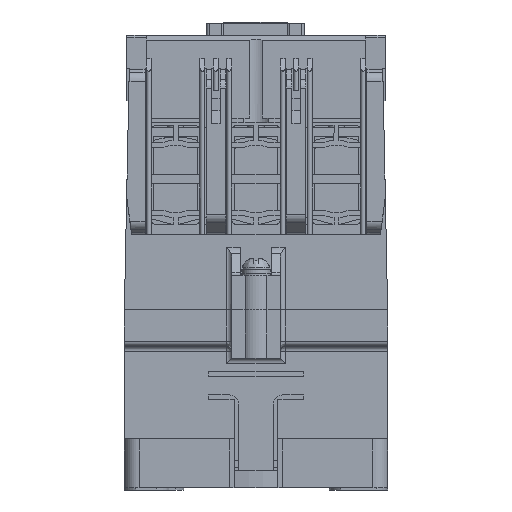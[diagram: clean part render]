
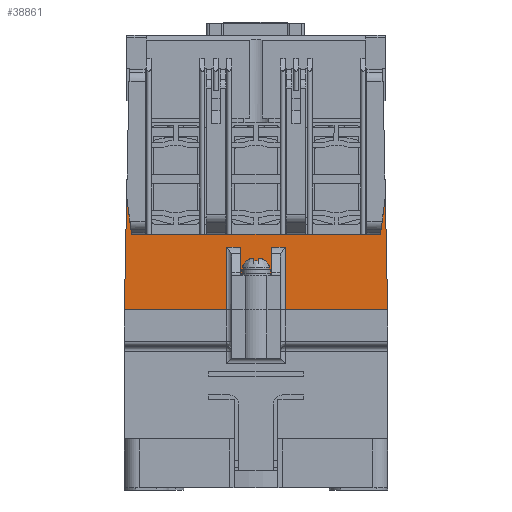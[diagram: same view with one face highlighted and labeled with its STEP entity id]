
A CAD part, front view. The second image highlights one B-rep face of the part: STEP entity #38861.
In plain terms, the highlighted planar face has unit normal (0, -1, 0).
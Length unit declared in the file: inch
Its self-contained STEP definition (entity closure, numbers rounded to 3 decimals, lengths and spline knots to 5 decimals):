
#167 = LINE ( 'NONE', #86629, #42346 ) ;
#287 = LINE ( 'NONE', #9545, #79673 ) ;
#651 = CARTESIAN_POINT ( 'NONE',  ( -1.06299, -1.29921, -1.33858 ) ) ;
#734 = CARTESIAN_POINT ( 'NONE',  ( 0.23622, -1.29921, -1.94882 ) ) ;
#972 = ORIENTED_EDGE ( 'NONE', *, *, #87271, .T. ) ;
#1878 = ORIENTED_EDGE ( 'NONE', *, *, #100868, .T. ) ;
#2703 = ORIENTED_EDGE ( 'NONE', *, *, #50772, .T. ) ;
#3588 = VERTEX_POINT ( 'NONE', #49229 ) ;
#3636 = CARTESIAN_POINT ( 'NONE',  ( 0.12598, -1.29921, -1.67323 ) ) ;
#3855 = LINE ( 'NONE', #651, #85704 ) ;
#4127 = ORIENTED_EDGE ( 'NONE', *, *, #93200, .T. ) ;
#4330 = LINE ( 'NONE', #91144, #10512 ) ;
#4775 = CARTESIAN_POINT ( 'NONE',  ( -1.06299, -1.29921, -1.94882 ) ) ;
#6479 = ORIENTED_EDGE ( 'NONE', *, *, #85991, .T. ) ;
#9545 = CARTESIAN_POINT ( 'NONE',  ( -1.00591, -1.29921, -1.33858 ) ) ;
#10070 = VECTOR ( 'NONE', #37464, 39.37008 ) ;
#10512 = VECTOR ( 'NONE', #51333, 39.37008 ) ;
#13767 = VERTEX_POINT ( 'NONE', #43000 ) ;
#13853 = EDGE_CURVE ( 'NONE', #76345, #95860, #4330, .T. ) ;
#14330 = CARTESIAN_POINT ( 'NONE',  ( -0.12598, -1.29921, -1.67323 ) ) ;
#14897 = FACE_OUTER_BOUND ( 'NONE', #71953, .T. ) ;
#14967 = VERTEX_POINT ( 'NONE', #37217 ) ;
#15447 = VECTOR ( 'NONE', #83045, 39.37008 ) ;
#15831 = DIRECTION ( 'NONE',  ( -0.02, 0., -1. ) ) ;
#16771 = LINE ( 'NONE', #40034, #35404 ) ;
#17070 = VERTEX_POINT ( 'NONE', #59230 ) ;
#17463 = CARTESIAN_POINT ( 'NONE',  ( -1.06299, -1.29921, -1.94882 ) ) ;
#18985 = ORIENTED_EDGE ( 'NONE', *, *, #74698, .T. ) ;
#19405 = VERTEX_POINT ( 'NONE', #14330 ) ;
#21998 = LINE ( 'NONE', #26806, #40530 ) ;
#23301 = DIRECTION ( 'NONE',  ( 1., 0., 0. ) ) ;
#23556 = EDGE_CURVE ( 'NONE', #60524, #17070, #84711, .T. ) ;
#24612 = DIRECTION ( 'NONE',  ( -1., 0., 0. ) ) ;
#26380 = VERTEX_POINT ( 'NONE', #60020 ) ;
#26730 = DIRECTION ( 'NONE',  ( 0., 0., -1. ) ) ;
#26806 = CARTESIAN_POINT ( 'NONE',  ( -1.06299, -1.29921, -1.33858 ) ) ;
#28149 = VERTEX_POINT ( 'NONE', #31936 ) ;
#28243 = VERTEX_POINT ( 'NONE', #71737 ) ;
#28365 = CARTESIAN_POINT ( 'NONE',  ( -1.06299, -1.29921, -1.94882 ) ) ;
#29578 = VECTOR ( 'NONE', #26730, 39.37008 ) ;
#30855 = CARTESIAN_POINT ( 'NONE',  ( 0.23622, -1.29921, -1.44376 ) ) ;
#30984 = CARTESIAN_POINT ( 'NONE',  ( -1.00591, -1.29921, -1.33858 ) ) ;
#31299 = VERTEX_POINT ( 'NONE', #3636 ) ;
#31936 = CARTESIAN_POINT ( 'NONE',  ( -0.23622, -1.29921, -1.44376 ) ) ;
#33639 = VECTOR ( 'NONE', #50352, 39.37008 ) ;
#35404 = VECTOR ( 'NONE', #48058, 39.37008 ) ;
#36308 = DIRECTION ( 'NONE',  ( 0., 0., -1. ) ) ;
#36377 = DIRECTION ( 'NONE',  ( 1., 0., 0. ) ) ;
#36596 = LINE ( 'NONE', #75100, #15447 ) ;
#36652 = AXIS2_PLACEMENT_3D ( 'NONE', #28365, #83758, #36308 ) ;
#37027 = ORIENTED_EDGE ( 'NONE', *, *, #41648, .T. ) ;
#37217 = CARTESIAN_POINT ( 'NONE',  ( 0.12598, -1.29921, -1.44376 ) ) ;
#37464 = DIRECTION ( 'NONE',  ( 1., 0., 0. ) ) ;
#38861 = ADVANCED_FACE ( 'NONE', ( #14897 ), #83412, .T. ) ;
#39775 = DIRECTION ( 'NONE',  ( -0.02, 0., 1. ) ) ;
#40034 = CARTESIAN_POINT ( 'NONE',  ( 1.00591, -1.29921, -1.33858 ) ) ;
#40530 = VECTOR ( 'NONE', #82538, 39.37008 ) ;
#41648 = EDGE_CURVE ( 'NONE', #48770, #19405, #71672, .T. ) ;
#42346 = VECTOR ( 'NONE', #47164, 39.37008 ) ;
#43000 = CARTESIAN_POINT ( 'NONE',  ( 0., -1.29921, -1.33858 ) ) ;
#43170 = EDGE_CURVE ( 'NONE', #95860, #3588, #56758, .T. ) ;
#44536 = ORIENTED_EDGE ( 'NONE', *, *, #85873, .T. ) ;
#44596 = ORIENTED_EDGE ( 'NONE', *, *, #65805, .T. ) ;
#45069 = VECTOR ( 'NONE', #36377, 39.37008 ) ;
#45982 = VERTEX_POINT ( 'NONE', #30984 ) ;
#46442 = EDGE_CURVE ( 'NONE', #14967, #48557, #73294, .T. ) ;
#47164 = DIRECTION ( 'NONE',  ( 0., 0., -1. ) ) ;
#48058 = DIRECTION ( 'NONE',  ( -0.125, 0., -0.992 ) ) ;
#48557 = VERTEX_POINT ( 'NONE', #30855 ) ;
#48770 = VERTEX_POINT ( 'NONE', #58239 ) ;
#48947 = ORIENTED_EDGE ( 'NONE', *, *, #13853, .T. ) ;
#49229 = CARTESIAN_POINT ( 'NONE',  ( 1.04448, -1.29921, -1.03262 ) ) ;
#50352 = DIRECTION ( 'NONE',  ( 0., 0., 1. ) ) ;
#50772 = EDGE_CURVE ( 'NONE', #3588, #26380, #16771, .T. ) ;
#51333 = DIRECTION ( 'NONE',  ( 1., 0., 0. ) ) ;
#53561 = VECTOR ( 'NONE', #68921, 39.37008 ) ;
#54709 = LINE ( 'NONE', #89825, #33639 ) ;
#54800 = CARTESIAN_POINT ( 'NONE',  ( -1.06299, -1.29921, -1.67323 ) ) ;
#55347 = CARTESIAN_POINT ( 'NONE',  ( -1.04448, -1.29921, -1.03262 ) ) ;
#56758 = LINE ( 'NONE', #87615, #67902 ) ;
#58239 = CARTESIAN_POINT ( 'NONE',  ( -0.12598, -1.29921, -1.44376 ) ) ;
#59230 = CARTESIAN_POINT ( 'NONE',  ( -0.23622, -1.29921, -1.94882 ) ) ;
#60020 = CARTESIAN_POINT ( 'NONE',  ( 1.00591, -1.29921, -1.33858 ) ) ;
#60156 = EDGE_CURVE ( 'NONE', #17070, #28149, #36596, .T. ) ;
#60524 = VERTEX_POINT ( 'NONE', #17463 ) ;
#61028 = ORIENTED_EDGE ( 'NONE', *, *, #60156, .T. ) ;
#63799 = EDGE_CURVE ( 'NONE', #19405, #31299, #92873, .T. ) ;
#64937 = ORIENTED_EDGE ( 'NONE', *, *, #63799, .T. ) ;
#65805 = EDGE_CURVE ( 'NONE', #28149, #48770, #98202, .T. ) ;
#66214 = LINE ( 'NONE', #55347, #87273 ) ;
#67902 = VECTOR ( 'NONE', #39775, 39.37008 ) ;
#68241 = CARTESIAN_POINT ( 'NONE',  ( -1.06299, -1.29921, -1.44376 ) ) ;
#68921 = DIRECTION ( 'NONE',  ( 1., 0., 0. ) ) ;
#71647 = CARTESIAN_POINT ( 'NONE',  ( 1.06299, -1.29921, -1.94882 ) ) ;
#71672 = LINE ( 'NONE', #98051, #29578 ) ;
#71737 = CARTESIAN_POINT ( 'NONE',  ( -1.04448, -1.29921, -1.03262 ) ) ;
#71787 = VECTOR ( 'NONE', #23301, 39.37008 ) ;
#71953 = EDGE_LOOP ( 'NONE', ( #18985, #4127, #1878, #84410, #61028, #44596, #37027, #64937, #972, #88756, #44536, #48947, #93362, #2703, #6479 ) ) ;
#73294 = LINE ( 'NONE', #84926, #10070 ) ;
#74698 = EDGE_CURVE ( 'NONE', #13767, #45982, #21998, .T. ) ;
#75100 = CARTESIAN_POINT ( 'NONE',  ( -0.23622, -1.29921, -1.94882 ) ) ;
#76345 = VERTEX_POINT ( 'NONE', #734 ) ;
#79673 = VECTOR ( 'NONE', #88911, 39.37008 ) ;
#82538 = DIRECTION ( 'NONE',  ( -1., 0., 0. ) ) ;
#83045 = DIRECTION ( 'NONE',  ( 0., 0., 1. ) ) ;
#83412 = PLANE ( 'NONE',  #36652 ) ;
#83758 = DIRECTION ( 'NONE',  ( 0., -1., 0. ) ) ;
#84410 = ORIENTED_EDGE ( 'NONE', *, *, #23556, .T. ) ;
#84711 = LINE ( 'NONE', #4775, #45069 ) ;
#84926 = CARTESIAN_POINT ( 'NONE',  ( -1.06299, -1.29921, -1.44376 ) ) ;
#85704 = VECTOR ( 'NONE', #24612, 39.37008 ) ;
#85873 = EDGE_CURVE ( 'NONE', #48557, #76345, #167, .T. ) ;
#85991 = EDGE_CURVE ( 'NONE', #26380, #13767, #3855, .T. ) ;
#86629 = CARTESIAN_POINT ( 'NONE',  ( 0.23622, -1.29921, -1.94882 ) ) ;
#87271 = EDGE_CURVE ( 'NONE', #31299, #14967, #54709, .T. ) ;
#87273 = VECTOR ( 'NONE', #15831, 39.37008 ) ;
#87615 = CARTESIAN_POINT ( 'NONE',  ( 1.02362, -1.29921, 0. ) ) ;
#88756 = ORIENTED_EDGE ( 'NONE', *, *, #46442, .T. ) ;
#88911 = DIRECTION ( 'NONE',  ( -0.125, 0., 0.992 ) ) ;
#89825 = CARTESIAN_POINT ( 'NONE',  ( 0.12598, -1.29921, -1.94882 ) ) ;
#91144 = CARTESIAN_POINT ( 'NONE',  ( -1.06299, -1.29921, -1.94882 ) ) ;
#92873 = LINE ( 'NONE', #54800, #71787 ) ;
#93200 = EDGE_CURVE ( 'NONE', #45982, #28243, #287, .T. ) ;
#93362 = ORIENTED_EDGE ( 'NONE', *, *, #43170, .T. ) ;
#95860 = VERTEX_POINT ( 'NONE', #71647 ) ;
#98051 = CARTESIAN_POINT ( 'NONE',  ( -0.12598, -1.29921, -1.94882 ) ) ;
#98202 = LINE ( 'NONE', #68241, #53561 ) ;
#100868 = EDGE_CURVE ( 'NONE', #28243, #60524, #66214, .T. ) ;
